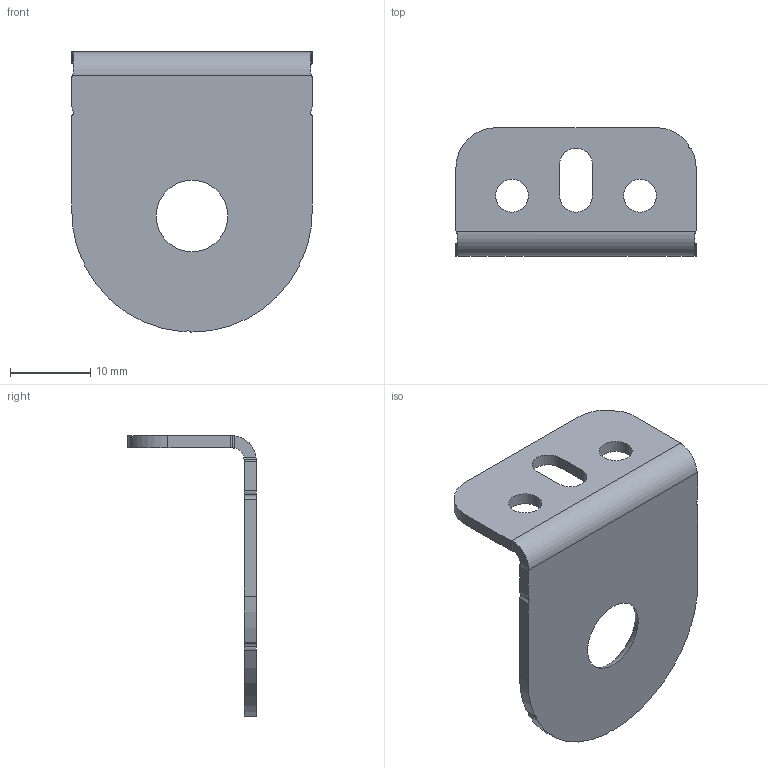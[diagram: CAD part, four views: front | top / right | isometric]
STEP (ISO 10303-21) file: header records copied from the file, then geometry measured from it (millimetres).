
FILE_DESCRIPTION(/* description */ ('Click bracket Ulf'),/* implementation_level */ '2;1');
FILE_NAME(/* name */ '16551494_02.stp',/* time_stamp */ '2025-07-23T08:44:47+02:00',/* author */ ('b.starren'),/* organization */ (''),/* preprocessor_version */ 'ST-DEVELOPER v18.1',/* originating_system */ 'Autodesk Inventor 2022',/* authorisation */ '');
FILE_SCHEMA (('AUTOMOTIVE_DESIGN { 1 0 10303 214 3 1 1 }'));
Length unit declared in the file: millimetre
Products named in the file (1): 16551494
Bounding box: 30 x 16 x 35 mm (x, y, z)
Volume: 1823.4 mm3; surface area: 2763.2 mm2
Topology: 1 solids, 1 shells, 64 faces, 183 edges, 122 vertices
Faces by surface type: cylinder 33, plane 22, bspline 8, torus 1
Full cylindrical faces by diameter (mm): 4.1 x2
Entity records: 2360 total; most frequent: CARTESIAN_POINT 578, ORIENTED_EDGE 366, DIRECTION 326, EDGE_CURVE 183, VERTEX_POINT 122, AXIS2_PLACEMENT_3D 118, LINE 90, VECTOR 90
